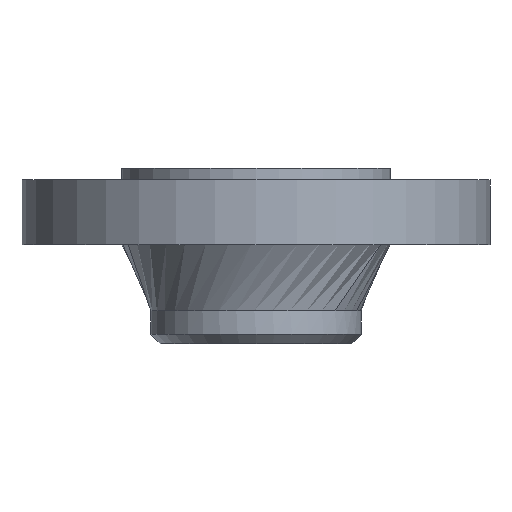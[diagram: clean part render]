
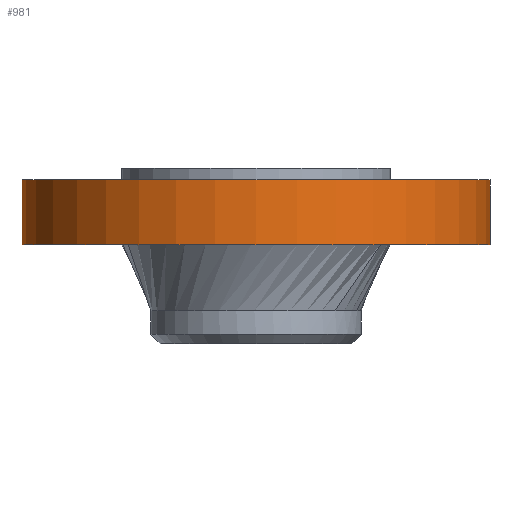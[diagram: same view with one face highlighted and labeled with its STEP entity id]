
A CAD part, front view. The second image highlights one B-rep face of the part: STEP entity #981.
In plain terms, the highlighted cylindrical face has radius 127 mm (diameter 254 mm), a partial arc.
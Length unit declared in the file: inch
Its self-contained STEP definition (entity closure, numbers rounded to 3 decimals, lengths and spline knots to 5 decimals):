
#45 = VERTEX_POINT ( 'NONE', #930 ) ;
#86 = CARTESIAN_POINT ( 'NONE',  ( 5., 0., -1.38 ) ) ;
#100 = CARTESIAN_POINT ( 'NONE',  ( 5., 0., 0. ) ) ;
#142 = EDGE_CURVE ( 'NONE', #563, #1017, #871, .T. ) ;
#175 = VECTOR ( 'NONE', #697, 39.37008 ) ;
#235 = DIRECTION ( 'NONE',  ( 0., 0., -1. ) ) ;
#240 = FACE_OUTER_BOUND ( 'NONE', #915, .T. ) ;
#249 = LINE ( 'NONE', #1025, #254 ) ;
#254 = VECTOR ( 'NONE', #442, 39.37008 ) ;
#256 = EDGE_CURVE ( 'NONE', #1071, #1017, #734, .T. ) ;
#263 = ORIENTED_EDGE ( 'NONE', *, *, #142, .T. ) ;
#283 = AXIS2_PLACEMENT_3D ( 'NONE', #1081, #235, #483 ) ;
#318 = ORIENTED_EDGE ( 'NONE', *, *, #443, .F. ) ;
#322 = ORIENTED_EDGE ( 'NONE', *, *, #256, .F. ) ;
#324 = AXIS2_PLACEMENT_3D ( 'NONE', #704, #541, #955 ) ;
#333 = CARTESIAN_POINT ( 'NONE',  ( 0., 0., -15.52214 ) ) ;
#356 = CARTESIAN_POINT ( 'NONE',  ( 5., 0., -15.52214 ) ) ;
#394 = DIRECTION ( 'NONE',  ( 0., 0., 1. ) ) ;
#408 = AXIS2_PLACEMENT_3D ( 'NONE', #333, #394, #928 ) ;
#442 = DIRECTION ( 'NONE',  ( 0., 0., 1. ) ) ;
#443 = EDGE_CURVE ( 'NONE', #45, #1071, #249, .T. ) ;
#483 = DIRECTION ( 'NONE',  ( 1., 0., 0. ) ) ;
#489 = ORIENTED_EDGE ( 'NONE', *, *, #887, .F. ) ;
#541 = DIRECTION ( 'NONE',  ( 0., 0., 1. ) ) ;
#547 = CIRCLE ( 'NONE', #283, 5. ) ;
#563 = VERTEX_POINT ( 'NONE', #86 ) ;
#697 = DIRECTION ( 'NONE',  ( 0., 0., 1. ) ) ;
#704 = CARTESIAN_POINT ( 'NONE',  ( 0., 0., 0. ) ) ;
#734 = CIRCLE ( 'NONE', #324, 5. ) ;
#871 = LINE ( 'NONE', #356, #175 ) ;
#887 = EDGE_CURVE ( 'NONE', #563, #45, #547, .T. ) ;
#908 = CYLINDRICAL_SURFACE ( 'NONE', #408, 5. ) ;
#915 = EDGE_LOOP ( 'NONE', ( #318, #489, #263, #322 ) ) ;
#928 = DIRECTION ( 'NONE',  ( 1., 0., 0. ) ) ;
#930 = CARTESIAN_POINT ( 'NONE',  ( -5., 0., -1.38 ) ) ;
#939 = CARTESIAN_POINT ( 'NONE',  ( -5., 0., 0. ) ) ;
#955 = DIRECTION ( 'NONE',  ( 1., 0., 0. ) ) ;
#981 = ADVANCED_FACE ( 'NONE', ( #240 ), #908, .T. ) ;
#1017 = VERTEX_POINT ( 'NONE', #100 ) ;
#1025 = CARTESIAN_POINT ( 'NONE',  ( -5., 0., -15.52214 ) ) ;
#1071 = VERTEX_POINT ( 'NONE', #939 ) ;
#1081 = CARTESIAN_POINT ( 'NONE',  ( 0., 0., -1.38 ) ) ;
